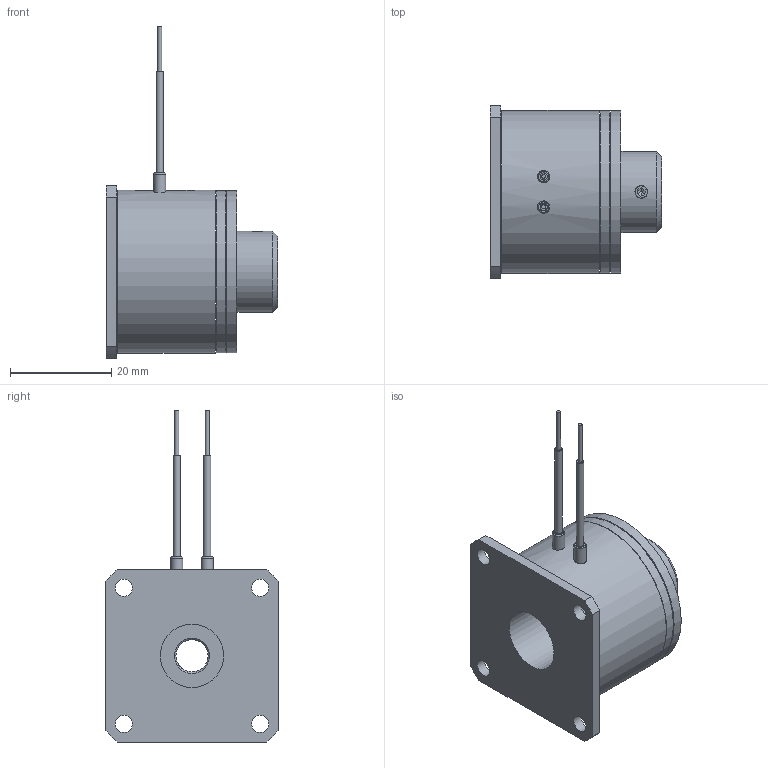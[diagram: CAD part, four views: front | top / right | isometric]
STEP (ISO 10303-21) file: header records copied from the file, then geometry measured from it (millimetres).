
FILE_DESCRIPTION((''),'2;1');
FILE_NAME('BRAKE-BKE-1,0-6,35.stp','2014-03-06T08:04:26',('schneid_a'),(''),'Autodesk Inventor 2010','Autodesk Inventor 2010','');
FILE_SCHEMA(('AUTOMOTIVE_DESIGN { 1 0 10303 214 1 1 1 1 }'));
Length unit declared in the file: millimetre
Products named in the file (12): BRAKE-BKE-1,0-6,35; 10000616_000_Kundenmodell; 10000617_000_02.P1.200-000K Magnet; 10003973_000_Standard; 10001152_000_genietet (1,4 mm Kemmlnge 2,5); 10000607_000_Standard; 10002754_000_gespannt; 10001152_000_genietet (1,7 mm Klemmlnge 2,6); 10001158_000_Standard; 10001159_000_Standard; 10003975_000_Standard; 10004782_000_M 3 x 4
Assembly tree (21 placements, depth 4):
  BRAKE-BKE-1,0-6,35
    10000616_000_Kundenmodell
      10000617_000_02.P1.200-000K Magnet
    10003973_000_Standard
      10001152_000_genietet (1,4 mm Kemmlnge 2,5)  x3
      10000607_000_Standard
        10002754_000_gespannt  x3
        10001152_000_genietet (1,7 mm Klemmlnge 2,6)  x3
        10001158_000_Standard
        10001159_000_Standard
      10002754_000_gespannt  x3
      10003975_000_Standard
      10004782_000_M 3 x 4  x2
Bounding box: 33.75 x 34 x 65.5 mm (x, y, z)
Volume: 19491.2 mm3; surface area: 10954.5 mm2
Topology: 18 solids, 18 shells, 206 faces, 463 edges, 296 vertices
Faces by surface type: cylinder 76, plane 69, cone 40, torus 15, sphere 6
Full cylindrical faces by diameter (mm): 0.8 x2, 1 x6, 1.4 x2, 2.4 x2, 2.5 x11, 2.6 x9, 2.7 x6, 3 x2, 3.4 x4, 4.5 x6, 4.8 x6, 6 x6, 6.35 x1, 12.5 x1, 13 x2, 16 x1, 17 x1, 29 x1, 32 x2, 32.2 x1
Entity records: 3848 total; most frequent: CARTESIAN_POINT 716, DIRECTION 606, ORIENTED_EDGE 372, AXIS2_PLACEMENT_3D 280, EDGE_LOOP 268, EDGE_CURVE 186, VERTEX_POINT 166, FACE_BOUND 145
